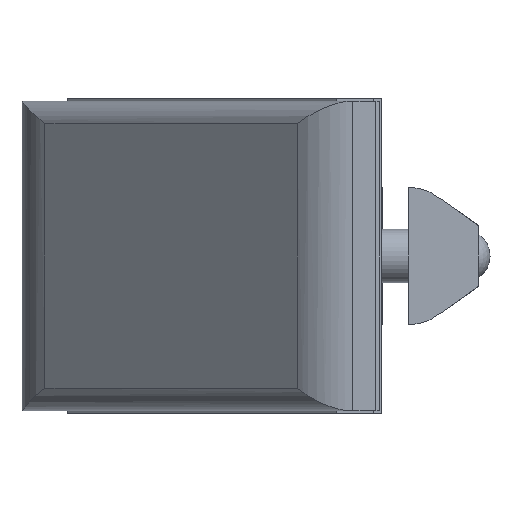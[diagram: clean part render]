
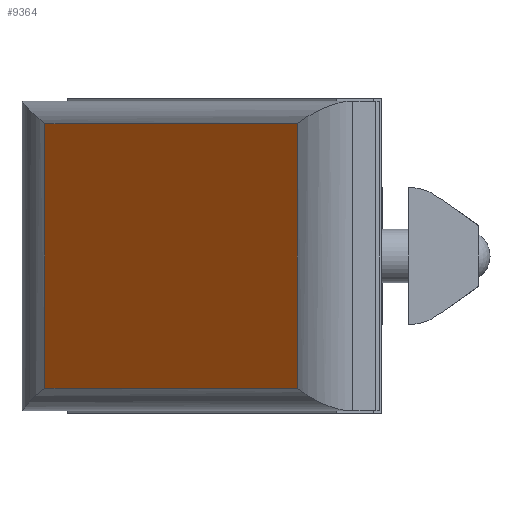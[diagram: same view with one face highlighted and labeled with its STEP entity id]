
A CAD part, left-side view. The second image highlights one B-rep face of the part: STEP entity #9364.
In plain terms, the highlighted face is planar.
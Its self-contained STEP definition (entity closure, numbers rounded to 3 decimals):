
#5815=ORIENTED_EDGE('',*,*,#7381,.F.);
#5816=ORIENTED_EDGE('',*,*,#7453,.F.);
#5817=ORIENTED_EDGE('',*,*,#7373,.T.);
#5818=ORIENTED_EDGE('',*,*,#7377,.T.);
#6172=VECTOR('',#8624,1.);
#6173=VECTOR('',#8629,1.);
#6175=VECTOR('',#8635,1.);
#6247=VECTOR('',#8761,1.);
#6588=LINE('',#10376,#6172);
#6589=LINE('',#10695,#6173);
#6591=LINE('',#10878,#6175);
#6663=LINE('',#11021,#6247);
#6934=VERTEX_POINT('',#10198);
#6935=VERTEX_POINT('',#10375);
#6937=VERTEX_POINT('',#10537);
#6940=VERTEX_POINT('',#10701);
#7373=EDGE_CURVE('',#6935,#6934,#6588,.T.);
#7377=EDGE_CURVE('',#6934,#6937,#6589,.T.);
#7381=EDGE_CURVE('',#6940,#6937,#6591,.T.);
#7453=EDGE_CURVE('',#6935,#6940,#6663,.T.);
#7660=EDGE_LOOP('',(#5815,#5816,#5817,#5818));
#7868=FACE_BOUND('',#7660,.T.);
#8624=DIRECTION('',(0.,0.,-23.6));
#8629=DIRECTION('',(31.801,0.,0.));
#8635=DIRECTION('',(0.,0.,-23.6));
#8761=DIRECTION('',(31.801,0.,0.));
#8762=DIRECTION('',(0.,-1.,0.));
#8763=DIRECTION('',(-1.,0.,0.));
#9021=AXIS2_PLACEMENT_3D('',#11022,#8762,#8763);
#9181=PLANE('',#9021);
#9364=ADVANCED_FACE('',(#7868),#9181,.T.);
#10198=CARTESIAN_POINT('',(-15.901,-4.,-11.8));
#10375=CARTESIAN_POINT('',(-15.901,-4.,11.8));
#10376=CARTESIAN_POINT('',(-15.901,-4.,11.8));
#10537=CARTESIAN_POINT('',(15.901,-4.,-11.8));
#10695=CARTESIAN_POINT('',(-15.901,-4.,-11.8));
#10701=CARTESIAN_POINT('',(15.901,-4.,11.8));
#10878=CARTESIAN_POINT('',(15.901,-4.,11.8));
#11021=CARTESIAN_POINT('',(-15.901,-4.,11.8));
#11022=CARTESIAN_POINT('',(-15.901,-4.,0.));
